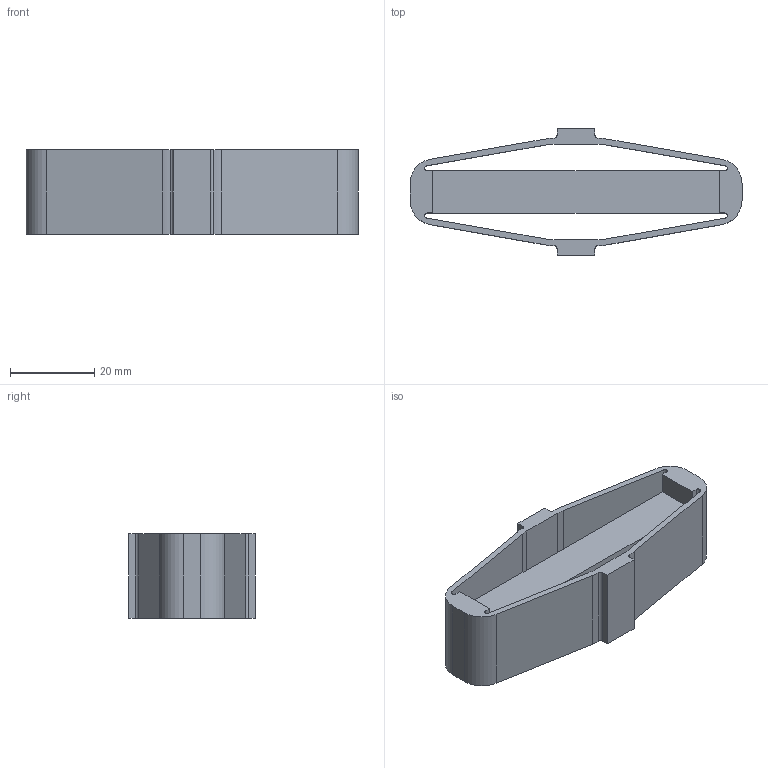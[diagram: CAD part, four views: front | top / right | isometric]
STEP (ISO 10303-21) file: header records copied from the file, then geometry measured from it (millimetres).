
FILE_DESCRIPTION (( 'STEP AP214' ), '1' );
FILE_NAME ('12600001.STEP', '2025-02-25T16:18:42', ( 'uesrf' ), ( '' ), 'SwSTEP 2.0', 'SolidWorks 2023', '' );
FILE_SCHEMA (( 'AUTOMOTIVE_DESIGN' ));
Length unit declared in the file: millimetre
Products named in the file (1): 12600001
Bounding box: 78.79 x 30 x 20 mm (x, y, z)
Volume: 14084.1 mm3; surface area: 10936.4 mm2
Topology: 2 solids, 2 shells, 54 faces, 150 edges, 100 vertices
Faces by surface type: plane 32, cylinder 22
Entity records: 1774 total; most frequent: CARTESIAN_POINT 305, DIRECTION 304, ORIENTED_EDGE 300, EDGE_CURVE 150, LINE 106, VECTOR 106, VERTEX_POINT 100, AXIS2_PLACEMENT_3D 99
